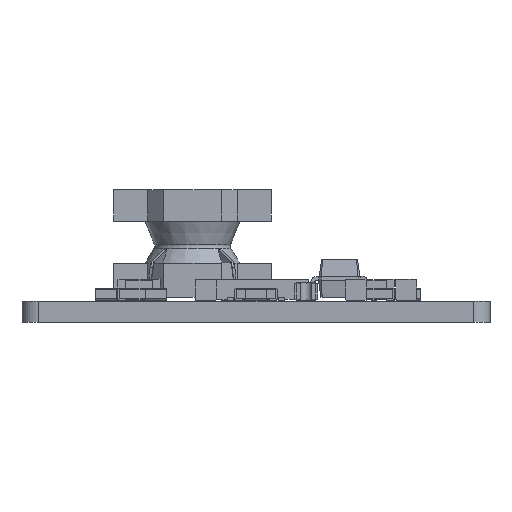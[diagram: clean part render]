
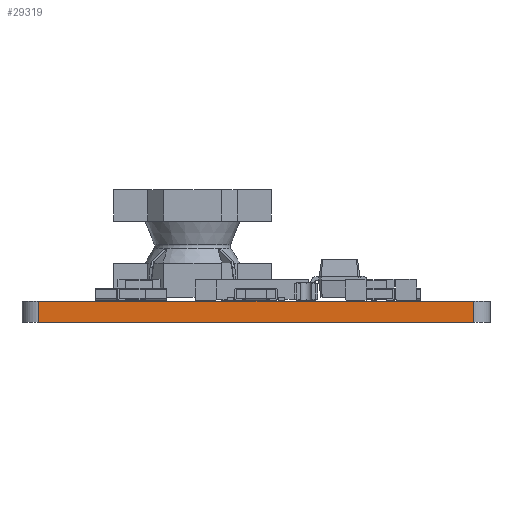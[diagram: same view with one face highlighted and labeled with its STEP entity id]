
A CAD part, left-side view. The second image highlights one B-rep face of the part: STEP entity #29319.
In plain terms, the highlighted planar face has unit normal (-1, 0, 0).
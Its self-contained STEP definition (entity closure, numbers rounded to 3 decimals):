
#29319 = ADVANCED_FACE('',(#29320),#29334,.F.);
#29320 = FACE_BOUND('',#29321,.F.);
#29321 = EDGE_LOOP('',(#29322,#29357,#29385,#29413));
#29322 = ORIENTED_EDGE('',*,*,#29323,.T.);
#29323 = EDGE_CURVE('',#29324,#29326,#29328,.T.);
#29324 = VERTEX_POINT('',#29325);
#29325 = CARTESIAN_POINT('',(-1.27,0.635,0.));
#29326 = VERTEX_POINT('',#29327);
#29327 = CARTESIAN_POINT('',(-1.27,0.635,0.8));
#29328 = SURFACE_CURVE('',#29329,(#29333,#29345),.PCURVE_S1.);
#29329 = LINE('',#29330,#29331);
#29330 = CARTESIAN_POINT('',(-1.27,0.635,0.));
#29331 = VECTOR('',#29332,1.);
#29332 = DIRECTION('',(0.,0.,1.));
#29333 = PCURVE('',#29334,#29339);
#29334 = PLANE('',#29335);
#29335 = AXIS2_PLACEMENT_3D('',#29336,#29337,#29338);
#29336 = CARTESIAN_POINT('',(-1.27,0.635,0.));
#29337 = DIRECTION('',(1.,0.,0.));
#29338 = DIRECTION('',(0.,-1.,0.));
#29339 = DEFINITIONAL_REPRESENTATION('',(#29340),#29344);
#29340 = LINE('',#29341,#29342);
#29341 = CARTESIAN_POINT('',(0.,0.));
#29342 = VECTOR('',#29343,1.);
#29343 = DIRECTION('',(0.,-1.));
#29344 = ( GEOMETRIC_REPRESENTATION_CONTEXT(2) 
PARAMETRIC_REPRESENTATION_CONTEXT() REPRESENTATION_CONTEXT('2D SPACE',''
  ) );
#29345 = PCURVE('',#29346,#29351);
#29346 = CYLINDRICAL_SURFACE('',#29347,0.635);
#29347 = AXIS2_PLACEMENT_3D('',#29348,#29349,#29350);
#29348 = CARTESIAN_POINT('',(-0.635,0.635,0.));
#29349 = DIRECTION('',(-0.,-0.,-1.));
#29350 = DIRECTION('',(1.,0.,-0.));
#29351 = DEFINITIONAL_REPRESENTATION('',(#29352),#29356);
#29352 = LINE('',#29353,#29354);
#29353 = CARTESIAN_POINT('',(-3.142,0.));
#29354 = VECTOR('',#29355,1.);
#29355 = DIRECTION('',(-0.,-1.));
#29356 = ( GEOMETRIC_REPRESENTATION_CONTEXT(2) 
PARAMETRIC_REPRESENTATION_CONTEXT() REPRESENTATION_CONTEXT('2D SPACE',''
  ) );
#29357 = ORIENTED_EDGE('',*,*,#29358,.T.);
#29358 = EDGE_CURVE('',#29326,#29359,#29361,.T.);
#29359 = VERTEX_POINT('',#29360);
#29360 = CARTESIAN_POINT('',(-1.27,-15.875,0.8));
#29361 = SURFACE_CURVE('',#29362,(#29366,#29373),.PCURVE_S1.);
#29362 = LINE('',#29363,#29364);
#29363 = CARTESIAN_POINT('',(-1.27,0.635,0.8));
#29364 = VECTOR('',#29365,1.);
#29365 = DIRECTION('',(0.,-1.,0.));
#29366 = PCURVE('',#29334,#29367);
#29367 = DEFINITIONAL_REPRESENTATION('',(#29368),#29372);
#29368 = LINE('',#29369,#29370);
#29369 = CARTESIAN_POINT('',(0.,-0.8));
#29370 = VECTOR('',#29371,1.);
#29371 = DIRECTION('',(1.,0.));
#29372 = ( GEOMETRIC_REPRESENTATION_CONTEXT(2) 
PARAMETRIC_REPRESENTATION_CONTEXT() REPRESENTATION_CONTEXT('2D SPACE',''
  ) );
#29373 = PCURVE('',#29374,#29379);
#29374 = PLANE('',#29375);
#29375 = AXIS2_PLACEMENT_3D('',#29376,#29377,#29378);
#29376 = CARTESIAN_POINT('',(12.7,-7.62,0.8));
#29377 = DIRECTION('',(0.,0.,1.));
#29378 = DIRECTION('',(1.,0.,-0.));
#29379 = DEFINITIONAL_REPRESENTATION('',(#29380),#29384);
#29380 = LINE('',#29381,#29382);
#29381 = CARTESIAN_POINT('',(-13.97,8.255));
#29382 = VECTOR('',#29383,1.);
#29383 = DIRECTION('',(0.,-1.));
#29384 = ( GEOMETRIC_REPRESENTATION_CONTEXT(2) 
PARAMETRIC_REPRESENTATION_CONTEXT() REPRESENTATION_CONTEXT('2D SPACE',''
  ) );
#29385 = ORIENTED_EDGE('',*,*,#29386,.F.);
#29386 = EDGE_CURVE('',#29387,#29359,#29389,.T.);
#29387 = VERTEX_POINT('',#29388);
#29388 = CARTESIAN_POINT('',(-1.27,-15.875,0.));
#29389 = SURFACE_CURVE('',#29390,(#29394,#29401),.PCURVE_S1.);
#29390 = LINE('',#29391,#29392);
#29391 = CARTESIAN_POINT('',(-1.27,-15.875,0.));
#29392 = VECTOR('',#29393,1.);
#29393 = DIRECTION('',(0.,0.,1.));
#29394 = PCURVE('',#29334,#29395);
#29395 = DEFINITIONAL_REPRESENTATION('',(#29396),#29400);
#29396 = LINE('',#29397,#29398);
#29397 = CARTESIAN_POINT('',(16.51,0.));
#29398 = VECTOR('',#29399,1.);
#29399 = DIRECTION('',(0.,-1.));
#29400 = ( GEOMETRIC_REPRESENTATION_CONTEXT(2) 
PARAMETRIC_REPRESENTATION_CONTEXT() REPRESENTATION_CONTEXT('2D SPACE',''
  ) );
#29401 = PCURVE('',#29402,#29407);
#29402 = CYLINDRICAL_SURFACE('',#29403,0.635);
#29403 = AXIS2_PLACEMENT_3D('',#29404,#29405,#29406);
#29404 = CARTESIAN_POINT('',(-0.635,-15.875,0.));
#29405 = DIRECTION('',(-0.,-0.,-1.));
#29406 = DIRECTION('',(1.,0.,-0.));
#29407 = DEFINITIONAL_REPRESENTATION('',(#29408),#29412);
#29408 = LINE('',#29409,#29410);
#29409 = CARTESIAN_POINT('',(-3.142,0.));
#29410 = VECTOR('',#29411,1.);
#29411 = DIRECTION('',(-0.,-1.));
#29412 = ( GEOMETRIC_REPRESENTATION_CONTEXT(2) 
PARAMETRIC_REPRESENTATION_CONTEXT() REPRESENTATION_CONTEXT('2D SPACE',''
  ) );
#29413 = ORIENTED_EDGE('',*,*,#29414,.F.);
#29414 = EDGE_CURVE('',#29324,#29387,#29415,.T.);
#29415 = SURFACE_CURVE('',#29416,(#29420,#29427),.PCURVE_S1.);
#29416 = LINE('',#29417,#29418);
#29417 = CARTESIAN_POINT('',(-1.27,0.635,0.));
#29418 = VECTOR('',#29419,1.);
#29419 = DIRECTION('',(0.,-1.,0.));
#29420 = PCURVE('',#29334,#29421);
#29421 = DEFINITIONAL_REPRESENTATION('',(#29422),#29426);
#29422 = LINE('',#29423,#29424);
#29423 = CARTESIAN_POINT('',(0.,0.));
#29424 = VECTOR('',#29425,1.);
#29425 = DIRECTION('',(1.,0.));
#29426 = ( GEOMETRIC_REPRESENTATION_CONTEXT(2) 
PARAMETRIC_REPRESENTATION_CONTEXT() REPRESENTATION_CONTEXT('2D SPACE',''
  ) );
#29427 = PCURVE('',#29428,#29433);
#29428 = PLANE('',#29429);
#29429 = AXIS2_PLACEMENT_3D('',#29430,#29431,#29432);
#29430 = CARTESIAN_POINT('',(12.7,-7.62,0.));
#29431 = DIRECTION('',(0.,0.,1.));
#29432 = DIRECTION('',(1.,0.,-0.));
#29433 = DEFINITIONAL_REPRESENTATION('',(#29434),#29438);
#29434 = LINE('',#29435,#29436);
#29435 = CARTESIAN_POINT('',(-13.97,8.255));
#29436 = VECTOR('',#29437,1.);
#29437 = DIRECTION('',(0.,-1.));
#29438 = ( GEOMETRIC_REPRESENTATION_CONTEXT(2) 
PARAMETRIC_REPRESENTATION_CONTEXT() REPRESENTATION_CONTEXT('2D SPACE',''
  ) );
